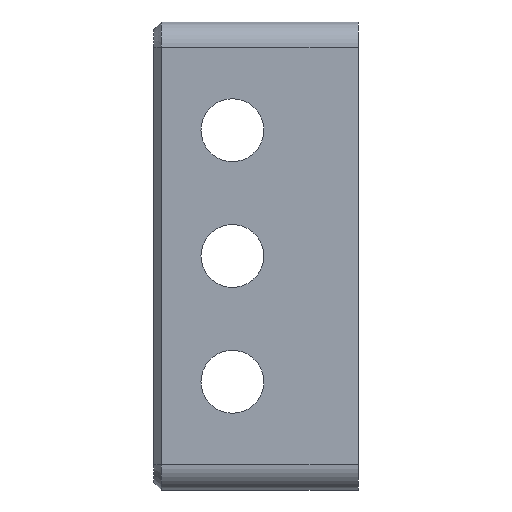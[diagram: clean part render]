
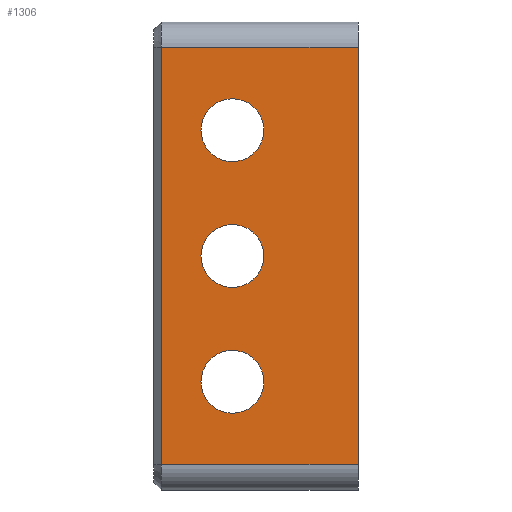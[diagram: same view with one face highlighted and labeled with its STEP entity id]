
A CAD part, left-side view. The second image highlights one B-rep face of the part: STEP entity #1306.
In plain terms, the highlighted planar face has unit normal (-1, 0, 0).
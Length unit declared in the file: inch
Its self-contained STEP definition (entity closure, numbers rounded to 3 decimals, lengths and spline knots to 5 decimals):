
#22 = CARTESIAN_POINT ( 'NONE',  ( -0.93, 0.125, 0.5 ) ) ;
#55 = VERTEX_POINT ( 'NONE', #785 ) ;
#58 = AXIS2_PLACEMENT_3D ( 'NONE', #1151, #1869, #183 ) ;
#106 = CARTESIAN_POINT ( 'NONE',  ( -0.93, 0.375, -0.83 ) ) ;
#118 = CARTESIAN_POINT ( 'NONE',  ( -0.93, -0.375, -0.93 ) ) ;
#129 = FACE_BOUND ( 'NONE', #992, .T. ) ;
#140 = AXIS2_PLACEMENT_3D ( 'NONE', #1867, #356, #2057 ) ;
#144 = FACE_BOUND ( 'NONE', #279, .T. ) ;
#148 = VERTEX_POINT ( 'NONE', #1701 ) ;
#183 = DIRECTION ( 'NONE',  ( 0., 0., -1. ) ) ;
#219 = DIRECTION ( 'NONE',  ( 1., 0., 0. ) ) ;
#232 = VECTOR ( 'NONE', #2183, 39.37008 ) ;
#240 = EDGE_CURVE ( 'NONE', #148, #961, #728, .T. ) ;
#257 = CARTESIAN_POINT ( 'NONE',  ( -0.93, -0.375, 0.83 ) ) ;
#263 = CARTESIAN_POINT ( 'NONE',  ( -0.93, 0.125, -0.375 ) ) ;
#279 = EDGE_LOOP ( 'NONE', ( #1873, #680 ) ) ;
#294 = VERTEX_POINT ( 'NONE', #257 ) ;
#305 = VERTEX_POINT ( 'NONE', #578 ) ;
#313 = AXIS2_PLACEMENT_3D ( 'NONE', #1768, #1785, #1465 ) ;
#316 = EDGE_CURVE ( 'NONE', #305, #883, #1924, .T. ) ;
#320 = VERTEX_POINT ( 'NONE', #571 ) ;
#356 = DIRECTION ( 'NONE',  ( 1., 0., 0. ) ) ;
#375 = ORIENTED_EDGE ( 'NONE', *, *, #841, .T. ) ;
#415 = DIRECTION ( 'NONE',  ( 0., -1., 0. ) ) ;
#421 = DIRECTION ( 'NONE',  ( 0., 0., -1. ) ) ;
#485 = PLANE ( 'NONE',  #58 ) ;
#571 = CARTESIAN_POINT ( 'NONE',  ( -0.93, 0.125, 0.375 ) ) ;
#577 = VERTEX_POINT ( 'NONE', #1213 ) ;
#578 = CARTESIAN_POINT ( 'NONE',  ( -0.93, 0.4075, -0.83 ) ) ;
#621 = VERTEX_POINT ( 'NONE', #884 ) ;
#680 = ORIENTED_EDGE ( 'NONE', *, *, #1722, .T. ) ;
#728 = CIRCLE ( 'NONE', #1896, 0.125 ) ;
#733 = VECTOR ( 'NONE', #1945, 39.37008 ) ;
#734 = DIRECTION ( 'NONE',  ( 1., 0., 0. ) ) ;
#738 = EDGE_CURVE ( 'NONE', #320, #55, #838, .T. ) ;
#751 = ORIENTED_EDGE ( 'NONE', *, *, #870, .T. ) ;
#773 = DIRECTION ( 'NONE',  ( 0., 0., -1. ) ) ;
#778 = CARTESIAN_POINT ( 'NONE',  ( -0.93, 0.375, 0.83 ) ) ;
#785 = CARTESIAN_POINT ( 'NONE',  ( -0.93, 0.125, 0.625 ) ) ;
#810 = FACE_BOUND ( 'NONE', #1106, .T. ) ;
#838 = CIRCLE ( 'NONE', #1516, 0.125 ) ;
#841 = EDGE_CURVE ( 'NONE', #294, #577, #921, .T. ) ;
#870 = EDGE_CURVE ( 'NONE', #621, #1345, #1615, .T. ) ;
#883 = VERTEX_POINT ( 'NONE', #2119 ) ;
#884 = CARTESIAN_POINT ( 'NONE',  ( -0.93, 0.125, 0.125 ) ) ;
#893 = DIRECTION ( 'NONE',  ( 0., 0., -1. ) ) ;
#921 = LINE ( 'NONE', #778, #733 ) ;
#961 = VERTEX_POINT ( 'NONE', #263 ) ;
#992 = EDGE_LOOP ( 'NONE', ( #1525, #1885 ) ) ;
#1003 = VECTOR ( 'NONE', #415, 39.37008 ) ;
#1055 = CARTESIAN_POINT ( 'NONE',  ( -0.93, 0.125, 0.5 ) ) ;
#1106 = EDGE_LOOP ( 'NONE', ( #1928, #751 ) ) ;
#1131 = CIRCLE ( 'NONE', #1982, 0.125 ) ;
#1151 = CARTESIAN_POINT ( 'NONE',  ( -0.93, 0.375, -0.93 ) ) ;
#1185 = ORIENTED_EDGE ( 'NONE', *, *, #1204, .T. ) ;
#1204 = EDGE_CURVE ( 'NONE', #883, #294, #2132, .T. ) ;
#1213 = CARTESIAN_POINT ( 'NONE',  ( -0.93, 0.4075, 0.83 ) ) ;
#1306 = ADVANCED_FACE ( 'NONE', ( #144, #129, #810, #1486 ), #485, .F. ) ;
#1345 = VERTEX_POINT ( 'NONE', #1700 ) ;
#1377 = DIRECTION ( 'NONE',  ( 1., 0., 0. ) ) ;
#1403 = LINE ( 'NONE', #1933, #1616 ) ;
#1422 = EDGE_CURVE ( 'NONE', #55, #320, #1962, .T. ) ;
#1465 = DIRECTION ( 'NONE',  ( 0., 0., -1. ) ) ;
#1468 = AXIS2_PLACEMENT_3D ( 'NONE', #22, #1377, #2050 ) ;
#1472 = CIRCLE ( 'NONE', #140, 0.125 ) ;
#1486 = FACE_OUTER_BOUND ( 'NONE', #2133, .T. ) ;
#1516 = AXIS2_PLACEMENT_3D ( 'NONE', #1055, #219, #893 ) ;
#1525 = ORIENTED_EDGE ( 'NONE', *, *, #738, .T. ) ;
#1563 = EDGE_CURVE ( 'NONE', #577, #305, #1403, .T. ) ;
#1615 = CIRCLE ( 'NONE', #313, 0.125 ) ;
#1616 = VECTOR ( 'NONE', #421, 39.37008 ) ;
#1700 = CARTESIAN_POINT ( 'NONE',  ( -0.93, 0.125, -0.125 ) ) ;
#1701 = CARTESIAN_POINT ( 'NONE',  ( -0.93, 0.125, -0.625 ) ) ;
#1710 = CARTESIAN_POINT ( 'NONE',  ( -0.93, 0.125, 0. ) ) ;
#1713 = ORIENTED_EDGE ( 'NONE', *, *, #1563, .T. ) ;
#1722 = EDGE_CURVE ( 'NONE', #961, #148, #1472, .T. ) ;
#1768 = CARTESIAN_POINT ( 'NONE',  ( -0.93, 0.125, 0. ) ) ;
#1785 = DIRECTION ( 'NONE',  ( 1., 0., 0. ) ) ;
#1867 = CARTESIAN_POINT ( 'NONE',  ( -0.93, 0.125, -0.5 ) ) ;
#1869 = DIRECTION ( 'NONE',  ( 1., 0., 0. ) ) ;
#1873 = ORIENTED_EDGE ( 'NONE', *, *, #240, .T. ) ;
#1885 = ORIENTED_EDGE ( 'NONE', *, *, #1422, .T. ) ;
#1896 = AXIS2_PLACEMENT_3D ( 'NONE', #2060, #734, #773 ) ;
#1924 = LINE ( 'NONE', #106, #1003 ) ;
#1928 = ORIENTED_EDGE ( 'NONE', *, *, #2042, .T. ) ;
#1933 = CARTESIAN_POINT ( 'NONE',  ( -0.93, 0.4075, -0.83 ) ) ;
#1945 = DIRECTION ( 'NONE',  ( 0., 1., 0. ) ) ;
#1962 = CIRCLE ( 'NONE', #1468, 0.125 ) ;
#1982 = AXIS2_PLACEMENT_3D ( 'NONE', #1710, #2182, #2049 ) ;
#2042 = EDGE_CURVE ( 'NONE', #1345, #621, #1131, .T. ) ;
#2049 = DIRECTION ( 'NONE',  ( 0., 0., -1. ) ) ;
#2050 = DIRECTION ( 'NONE',  ( 0., 0., -1. ) ) ;
#2057 = DIRECTION ( 'NONE',  ( 0., 0., -1. ) ) ;
#2060 = CARTESIAN_POINT ( 'NONE',  ( -0.93, 0.125, -0.5 ) ) ;
#2119 = CARTESIAN_POINT ( 'NONE',  ( -0.93, -0.375, -0.83 ) ) ;
#2132 = LINE ( 'NONE', #118, #232 ) ;
#2133 = EDGE_LOOP ( 'NONE', ( #375, #1713, #2136, #1185 ) ) ;
#2136 = ORIENTED_EDGE ( 'NONE', *, *, #316, .T. ) ;
#2182 = DIRECTION ( 'NONE',  ( 1., 0., 0. ) ) ;
#2183 = DIRECTION ( 'NONE',  ( 0., 0., 1. ) ) ;
